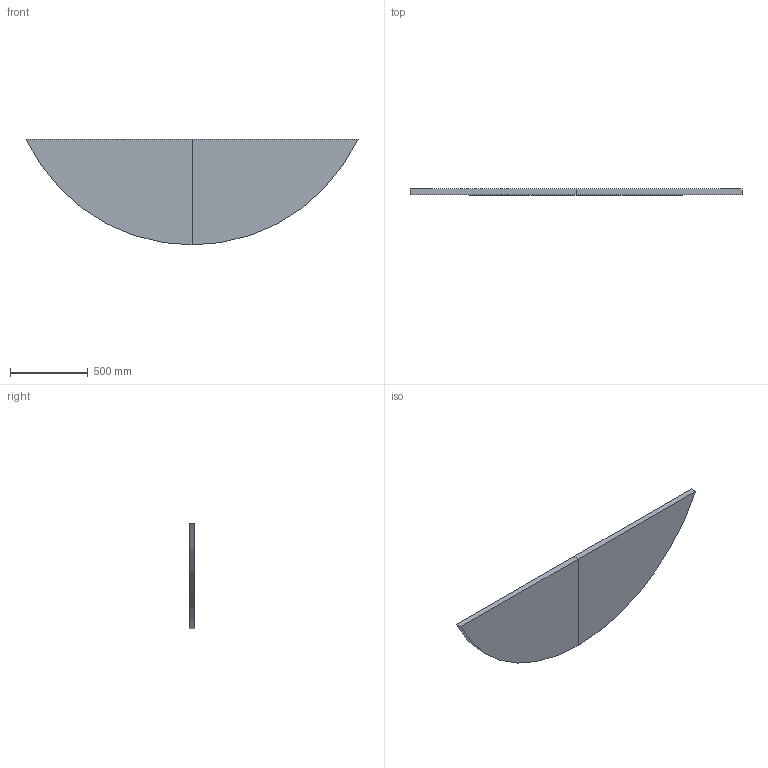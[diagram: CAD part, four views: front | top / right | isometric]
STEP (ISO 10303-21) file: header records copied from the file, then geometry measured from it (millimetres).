
FILE_DESCRIPTION(('CoCreate Modeling STEP Export'),'2;1');
FILE_NAME('half_cylinder.stp','2010-03-25T16:07:29',(''),(''),'CoCreate Modeling STEP processor for AP214 (Solid Model)','CoCreate Modeling 17.0P0713 13-Jul-2009 (C) Parametric Technology GmbH','');
FILE_SCHEMA(('AUTOMOTIVE_DESIGN { 1 0 10303 214 1 1 1 1 }'));
Length unit declared in the file: millimetre
Products named in the file (7): p1; 5093143.2; solids6.stp; 5093143.3; solids7.stp
Assembly tree (4 placements, depth 3):
  p1
  solids6.stp
    5093143.2
      5093143.2
  solids7.stp
    5093143.3
      5093143.3
Bounding box: 2130.36 x 38.1 x 679 mm (x, y, z)
Volume: 39573983.5 mm3; surface area: 2311903.7 mm2
Topology: 2 solids, 2 shells, 10 faces, 18 edges, 12 vertices
Faces by surface type: plane 8, cylinder 2
Entity records: 397 total; most frequent: DIRECTION 52, CARTESIAN_POINT 45, ORIENTED_EDGE 36, DIMENSIONAL_EXPONENTS 21, AXIS2_PLACEMENT_3D 19, EDGE_CURVE 18, VECTOR 14, LINE 14
